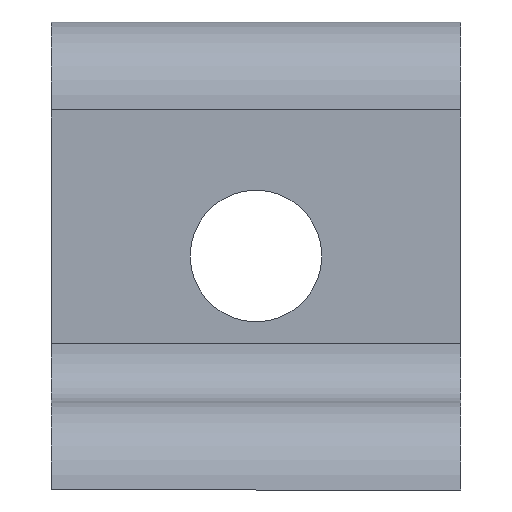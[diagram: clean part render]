
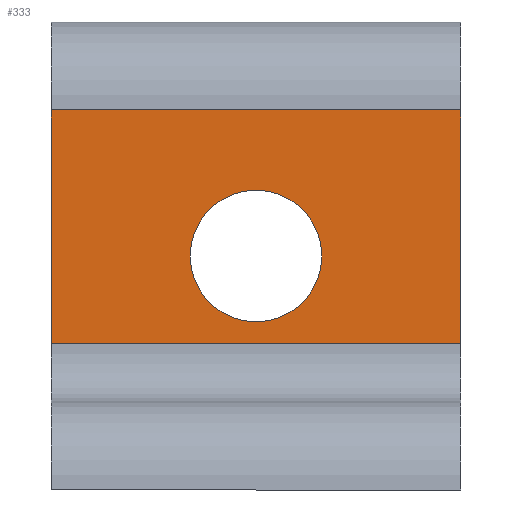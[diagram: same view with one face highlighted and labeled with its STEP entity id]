
A CAD part, front view. The second image highlights one B-rep face of the part: STEP entity #333.
In plain terms, the highlighted planar face has unit normal (0, -1, 0).
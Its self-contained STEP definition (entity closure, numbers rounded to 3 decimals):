
#132=CARTESIAN_POINT('',(-0.141,-0.188,0.5));
#133=VERTEX_POINT('',#132);
#149=CARTESIAN_POINT('',(0.141,-0.188,0.5));
#150=VERTEX_POINT('',#149);
#157=CARTESIAN_POINT('',(0.,-0.188,0.5));
#158=DIRECTION('',(0.0,1.0,0.0));
#159=DIRECTION('',(-1.0,0.0,0.0));
#160=AXIS2_PLACEMENT_3D('',#157,#158,#159);
#161=CIRCLE('',#160,0.141);
#162=EDGE_CURVE('',#133,#150,#161,.T.);
#239=CARTESIAN_POINT('',(0.,-0.188,0.5));
#240=DIRECTION('',(0.0,1.0,0.0));
#241=DIRECTION('',(-1.0,0.0,0.0));
#242=AXIS2_PLACEMENT_3D('',#239,#240,#241);
#243=CIRCLE('',#242,0.141);
#244=EDGE_CURVE('',#150,#133,#243,.T.);
#264=CARTESIAN_POINT('',(-0.438,-0.188,0.812));
#265=VERTEX_POINT('',#264);
#273=CARTESIAN_POINT('',(0.438,-0.188,0.812));
#274=VERTEX_POINT('',#273);
#275=CARTESIAN_POINT('',(0.438,-0.188,0.812));
#276=DIRECTION('',(-1.0,0.0,0.0));
#277=VECTOR('',#276,0.875);
#278=LINE('',#275,#277);
#279=EDGE_CURVE('',#274,#265,#278,.T.);
#299=CARTESIAN_POINT('',(0.438,-0.188,0.812));
#300=DIRECTION('',(0.0,-1.0,0.0));
#301=DIRECTION('',(0.0,0.0,-1.0));
#302=AXIS2_PLACEMENT_3D('',#299,#300,#301);
#303=PLANE('',#302);
#304=CARTESIAN_POINT('',(-0.438,-0.188,0.313));
#305=VERTEX_POINT('',#304);
#306=CARTESIAN_POINT('',(-0.438,-0.188,0.812));
#307=DIRECTION('',(0.0,0.0,-1.0));
#308=VECTOR('',#307,0.499);
#309=LINE('',#306,#308);
#310=EDGE_CURVE('',#265,#305,#309,.T.);
#311=ORIENTED_EDGE('',*,*,#310,.T.);
#312=CARTESIAN_POINT('',(0.438,-0.188,0.313));
#313=VERTEX_POINT('',#312);
#314=CARTESIAN_POINT('',(0.438,-0.188,0.313));
#315=DIRECTION('',(-1.0,0.0,0.0));
#316=VECTOR('',#315,0.875);
#317=LINE('',#314,#316);
#318=EDGE_CURVE('',#313,#305,#317,.T.);
#319=ORIENTED_EDGE('',*,*,#318,.F.);
#320=CARTESIAN_POINT('',(0.438,-0.188,0.313));
#321=DIRECTION('',(0.0,0.0,1.0));
#322=VECTOR('',#321,0.499);
#323=LINE('',#320,#322);
#324=EDGE_CURVE('',#313,#274,#323,.T.);
#325=ORIENTED_EDGE('',*,*,#324,.T.);
#326=ORIENTED_EDGE('',*,*,#279,.T.);
#327=EDGE_LOOP('',(#311,#319,#325,#326));
#328=FACE_OUTER_BOUND('',#327,.T.);
#329=ORIENTED_EDGE('',*,*,#244,.T.);
#330=ORIENTED_EDGE('',*,*,#162,.T.);
#331=EDGE_LOOP('',(#329,#330));
#332=FACE_BOUND('',#331,.T.);
#333=ADVANCED_FACE('',(#328,#332),#303,.T.);
